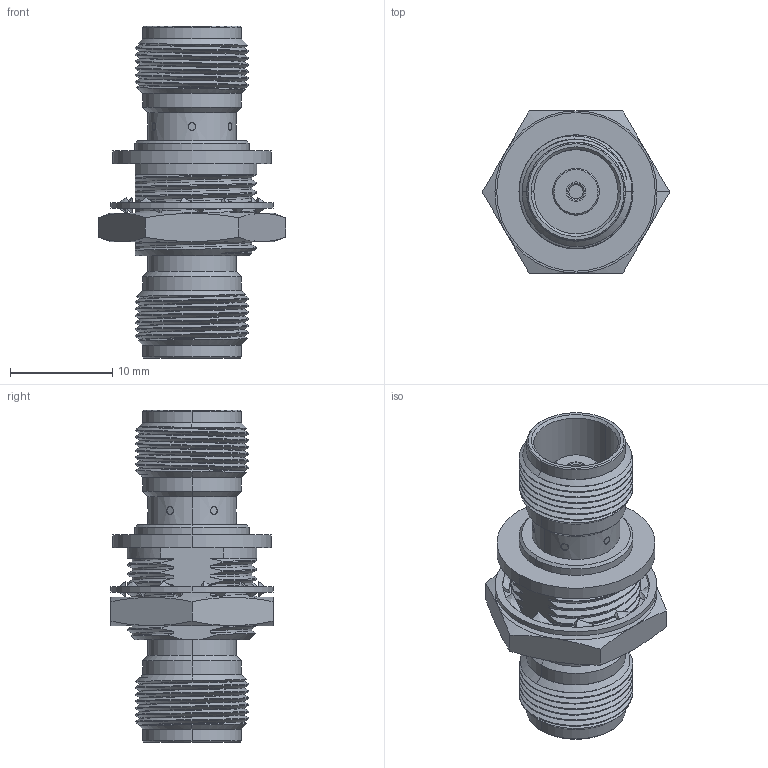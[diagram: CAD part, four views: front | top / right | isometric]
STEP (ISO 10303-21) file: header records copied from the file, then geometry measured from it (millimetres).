
FILE_DESCRIPTION (( 'STEP AP203' ), '1' );
FILE_NAME ('PE9287.step', '2018-07-18T20:28:53', ( '' ), ( '' ), 'SwSTEP 2.0', 'SolidWorks 2017', '' );
FILE_SCHEMA (( 'CONFIG_CONTROL_DESIGN' ));
Length unit declared in the file: inch
Products named in the file (1): PE9287
Bounding box: 18.33 x 15.88 x 32.5 mm (x, y, z)
Volume: 2551.2 mm3; surface area: 3256.7 mm2
Topology: 3 solids, 3 shells, 333 faces, 965 edges, 643 vertices
Faces by surface type: cylinder 127, bspline 80, plane 71, cone 55
Entity records: 25490 total; most frequent: CARTESIAN_POINT 17739, ORIENTED_EDGE 1930, DIRECTION 1217, EDGE_CURVE 965, VERTEX_POINT 643, AXIS2_PLACEMENT_3D 460, EDGE_LOOP 370, ADVANCED_FACE 333
